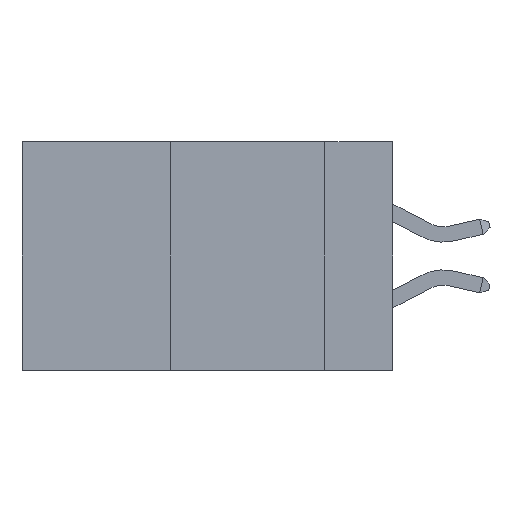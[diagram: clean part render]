
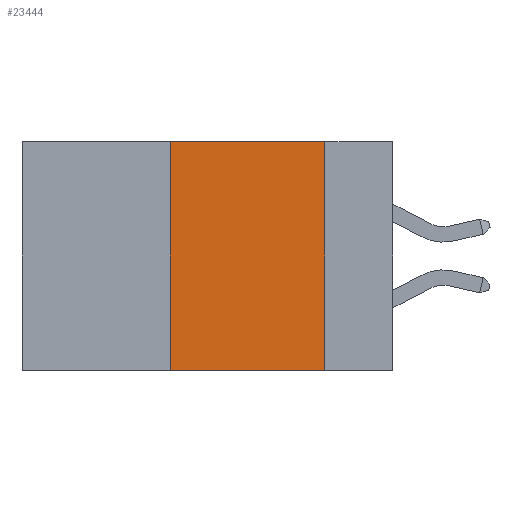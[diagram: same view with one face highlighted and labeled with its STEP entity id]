
A CAD part, left-side view. The second image highlights one B-rep face of the part: STEP entity #23444.
In plain terms, the highlighted planar face has unit normal (-1, 0, 0).
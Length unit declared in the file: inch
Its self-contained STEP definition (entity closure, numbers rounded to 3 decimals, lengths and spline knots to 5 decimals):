
#103 = VECTOR ( 'NONE', #7106, 39.37008 ) ;
#113 = EDGE_CURVE ( 'NONE', #3345, #18241, #10985, .T. ) ;
#1684 = AXIS2_PLACEMENT_3D ( 'NONE', #6477, #4413, #15346 ) ;
#1704 = ORIENTED_EDGE ( 'NONE', *, *, #4791, .F. ) ;
#3345 = VERTEX_POINT ( 'NONE', #17584 ) ;
#4349 = DIRECTION ( 'NONE',  ( 0., -1., 0. ) ) ;
#4413 = DIRECTION ( 'NONE',  ( 1., 0., 0. ) ) ;
#4684 = PLANE ( 'NONE',  #1684 ) ;
#4791 = EDGE_CURVE ( 'NONE', #20603, #3345, #7019, .T. ) ;
#5321 = VECTOR ( 'NONE', #4349, 39.37008 ) ;
#5524 = CARTESIAN_POINT ( 'NONE',  ( 0., 0.36, -0.37 ) ) ;
#5774 = LINE ( 'NONE', #13246, #103 ) ;
#6477 = CARTESIAN_POINT ( 'NONE',  ( 0., 0.6, 0. ) ) ;
#6907 = DIRECTION ( 'NONE',  ( 0., 0., 1. ) ) ;
#7019 = LINE ( 'NONE', #21751, #16044 ) ;
#7106 = DIRECTION ( 'NONE',  ( 0., 0., -1. ) ) ;
#8211 = VERTEX_POINT ( 'NONE', #18632 ) ;
#10024 = ORIENTED_EDGE ( 'NONE', *, *, #18480, .F. ) ;
#10985 = LINE ( 'NONE', #13032, #5321 ) ;
#13032 = CARTESIAN_POINT ( 'NONE',  ( 0., 0.6, 0. ) ) ;
#13246 = CARTESIAN_POINT ( 'NONE',  ( 0., 0.11, 0. ) ) ;
#14419 = CARTESIAN_POINT ( 'NONE',  ( 0., 0.11, 0. ) ) ;
#15346 = DIRECTION ( 'NONE',  ( 0., 0., -1. ) ) ;
#15700 = FACE_OUTER_BOUND ( 'NONE', #22600, .T. ) ;
#16044 = VECTOR ( 'NONE', #6907, 39.37008 ) ;
#17584 = CARTESIAN_POINT ( 'NONE',  ( 0., 0.36, 0. ) ) ;
#17776 = CARTESIAN_POINT ( 'NONE',  ( 0., 0.6, -0.37 ) ) ;
#18241 = VERTEX_POINT ( 'NONE', #14419 ) ;
#18480 = EDGE_CURVE ( 'NONE', #18241, #8211, #5774, .T. ) ;
#18506 = DIRECTION ( 'NONE',  ( 0., -1., 0. ) ) ;
#18632 = CARTESIAN_POINT ( 'NONE',  ( 0., 0.11, -0.37 ) ) ;
#20603 = VERTEX_POINT ( 'NONE', #5524 ) ;
#21751 = CARTESIAN_POINT ( 'NONE',  ( 0., 0.36, 0. ) ) ;
#22023 = EDGE_CURVE ( 'NONE', #20603, #8211, #24126, .T. ) ;
#22600 = EDGE_LOOP ( 'NONE', ( #10024, #23073, #1704, #26474 ) ) ;
#23073 = ORIENTED_EDGE ( 'NONE', *, *, #113, .F. ) ;
#23444 = ADVANCED_FACE ( 'NONE', ( #15700 ), #4684, .F. ) ;
#23461 = VECTOR ( 'NONE', #18506, 39.37008 ) ;
#24126 = LINE ( 'NONE', #17776, #23461 ) ;
#26474 = ORIENTED_EDGE ( 'NONE', *, *, #22023, .T. ) ;
